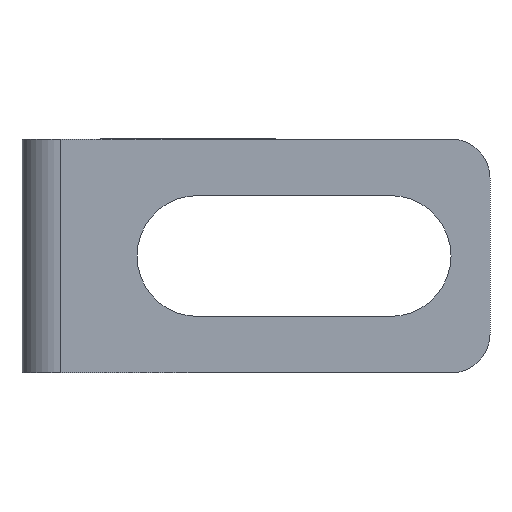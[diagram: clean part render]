
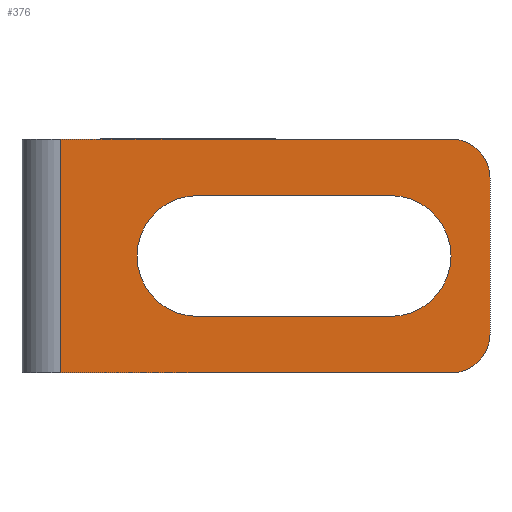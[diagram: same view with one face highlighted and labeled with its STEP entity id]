
A CAD part, front view. The second image highlights one B-rep face of the part: STEP entity #376.
In plain terms, the highlighted planar face has unit normal (0, -1, 0).
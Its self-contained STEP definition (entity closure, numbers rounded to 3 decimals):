
#8 = CARTESIAN_POINT ( 'NONE',  ( -2., -2., 6. ) ) ;
#9 = DIRECTION ( 'NONE',  ( 0., 0., -1. ) ) ;
#11 = DIRECTION ( 'NONE',  ( 1., 0., 0. ) ) ;
#24 = CARTESIAN_POINT ( 'NONE',  ( 10., -2., 6. ) ) ;
#42 = AXIS2_PLACEMENT_3D ( 'NONE', #718, #185, #288 ) ;
#46 = AXIS2_PLACEMENT_3D ( 'NONE', #163, #155, #148 ) ;
#55 = AXIS2_PLACEMENT_3D ( 'NONE', #326, #184, #138 ) ;
#65 = CARTESIAN_POINT ( 'NONE',  ( -1., -2., 6. ) ) ;
#70 = EDGE_CURVE ( 'NONE', #646, #582, #531, .T. ) ;
#95 = FACE_BOUND ( 'NONE', #516, .T. ) ;
#98 = DIRECTION ( 'NONE',  ( 0., 0., 1. ) ) ;
#109 = DIRECTION ( 'NONE',  ( -1., 0., 0. ) ) ;
#128 = VECTOR ( 'NONE', #11, 1000. ) ;
#136 = EDGE_CURVE ( 'NONE', #582, #566, #365, .T. ) ;
#138 = DIRECTION ( 'NONE',  ( 0., 0., 1. ) ) ;
#148 = DIRECTION ( 'NONE',  ( 0., 0., 1. ) ) ;
#155 = DIRECTION ( 'NONE',  ( 0., 1., 0. ) ) ;
#162 = EDGE_CURVE ( 'NONE', #645, #587, #347, .T. ) ;
#163 = CARTESIAN_POINT ( 'NONE',  ( 9., -2., 5. ) ) ;
#164 = CARTESIAN_POINT ( 'NONE',  ( 2.5, -2., 1.45 ) ) ;
#174 = CARTESIAN_POINT ( 'NONE',  ( -2., -2., 4.55 ) ) ;
#183 = EDGE_CURVE ( 'NONE', #566, #419, #377, .T. ) ;
#184 = DIRECTION ( 'NONE',  ( 0., -1., 0. ) ) ;
#185 = DIRECTION ( 'NONE',  ( 0., -1., 0. ) ) ;
#190 = EDGE_CURVE ( 'NONE', #419, #646, #332, .T. ) ;
#191 = CARTESIAN_POINT ( 'NONE',  ( 9., -2., 6. ) ) ;
#197 = CARTESIAN_POINT ( 'NONE',  ( -1., -2., 6. ) ) ;
#199 = EDGE_CURVE ( 'NONE', #586, #594, #331, .T. ) ;
#208 = CARTESIAN_POINT ( 'NONE',  ( -1., -2., 0. ) ) ;
#209 = CARTESIAN_POINT ( 'NONE',  ( 10., -2., 1. ) ) ;
#211 = CARTESIAN_POINT ( 'NONE',  ( 7.45, -2., 1.45 ) ) ;
#215 = EDGE_CURVE ( 'NONE', #594, #645, #327, .T. ) ;
#217 = EDGE_CURVE ( 'NONE', #587, #584, #330, .T. ) ;
#219 = AXIS2_PLACEMENT_3D ( 'NONE', #482, #444, #440 ) ;
#223 = EDGE_CURVE ( 'NONE', #468, #586, #321, .T. ) ;
#234 = CARTESIAN_POINT ( 'NONE',  ( 7.45, -2., 4.55 ) ) ;
#244 = AXIS2_PLACEMENT_3D ( 'NONE', #553, #546, #541 ) ;
#267 = FACE_OUTER_BOUND ( 'NONE', #636, .T. ) ;
#287 = CIRCLE ( 'NONE', #244, 1. ) ;
#288 = DIRECTION ( 'NONE',  ( 0., 0., 1. ) ) ;
#302 = CARTESIAN_POINT ( 'NONE',  ( 9., -2., 0. ) ) ;
#320 = VECTOR ( 'NONE', #727, 1000. ) ;
#321 = LINE ( 'NONE', #730, #320 ) ;
#323 = VECTOR ( 'NONE', #9, 1000. ) ;
#326 = CARTESIAN_POINT ( 'NONE',  ( 7.45, -2., 3. ) ) ;
#327 = LINE ( 'NONE', #8, #128 ) ;
#329 = VECTOR ( 'NONE', #98, 1000. ) ;
#330 = LINE ( 'NONE', #24, #323 ) ;
#331 = LINE ( 'NONE', #65, #329 ) ;
#332 = CIRCLE ( 'NONE', #42, 1.55 ) ;
#333 = VECTOR ( 'NONE', #109, 1000. ) ;
#336 = EDGE_CURVE ( 'NONE', #584, #468, #287, .T. ) ;
#347 = CIRCLE ( 'NONE', #46, 1. ) ;
#350 = CARTESIAN_POINT ( 'NONE',  ( 2.5, -2., 4.55 ) ) ;
#359 = VECTOR ( 'NONE', #726, 1000. ) ;
#365 = CIRCLE ( 'NONE', #55, 1.55 ) ;
#376 = ADVANCED_FACE ( 'NONE', ( #267, #95 ), #449, .F. ) ;
#377 = LINE ( 'NONE', #174, #333 ) ;
#385 = CARTESIAN_POINT ( 'NONE',  ( -2., -2., 1.45 ) ) ;
#419 = VERTEX_POINT ( 'NONE', #350 ) ;
#431 = CARTESIAN_POINT ( 'NONE',  ( 10., -2., 5. ) ) ;
#440 = DIRECTION ( 'NONE',  ( 0., 0., 1. ) ) ;
#444 = DIRECTION ( 'NONE',  ( 0., 1., 0. ) ) ;
#449 = PLANE ( 'NONE',  #219 ) ;
#468 = VERTEX_POINT ( 'NONE', #302 ) ;
#482 = CARTESIAN_POINT ( 'NONE',  ( -2., -2., 6. ) ) ;
#516 = EDGE_LOOP ( 'NONE', ( #571, #575, #576, #577 ) ) ;
#531 = LINE ( 'NONE', #385, #359 ) ;
#541 = DIRECTION ( 'NONE',  ( 0., 0., -1. ) ) ;
#546 = DIRECTION ( 'NONE',  ( 0., 1., 0. ) ) ;
#553 = CARTESIAN_POINT ( 'NONE',  ( 9., -2., 1. ) ) ;
#564 = ORIENTED_EDGE ( 'NONE', *, *, #336, .F. ) ;
#566 = VERTEX_POINT ( 'NONE', #234 ) ;
#567 = ORIENTED_EDGE ( 'NONE', *, *, #217, .F. ) ;
#568 = ORIENTED_EDGE ( 'NONE', *, *, #215, .F. ) ;
#570 = ORIENTED_EDGE ( 'NONE', *, *, #223, .F. ) ;
#571 = ORIENTED_EDGE ( 'NONE', *, *, #136, .F. ) ;
#574 = ORIENTED_EDGE ( 'NONE', *, *, #199, .F. ) ;
#575 = ORIENTED_EDGE ( 'NONE', *, *, #70, .F. ) ;
#576 = ORIENTED_EDGE ( 'NONE', *, *, #190, .F. ) ;
#577 = ORIENTED_EDGE ( 'NONE', *, *, #183, .F. ) ;
#582 = VERTEX_POINT ( 'NONE', #211 ) ;
#584 = VERTEX_POINT ( 'NONE', #209 ) ;
#586 = VERTEX_POINT ( 'NONE', #208 ) ;
#587 = VERTEX_POINT ( 'NONE', #431 ) ;
#594 = VERTEX_POINT ( 'NONE', #197 ) ;
#608 = ORIENTED_EDGE ( 'NONE', *, *, #162, .F. ) ;
#636 = EDGE_LOOP ( 'NONE', ( #564, #567, #608, #568, #574, #570 ) ) ;
#645 = VERTEX_POINT ( 'NONE', #191 ) ;
#646 = VERTEX_POINT ( 'NONE', #164 ) ;
#718 = CARTESIAN_POINT ( 'NONE',  ( 2.5, -2., 3. ) ) ;
#726 = DIRECTION ( 'NONE',  ( 1., 0., 0. ) ) ;
#727 = DIRECTION ( 'NONE',  ( -1., 0., 0. ) ) ;
#730 = CARTESIAN_POINT ( 'NONE',  ( -2., -2., 0. ) ) ;
